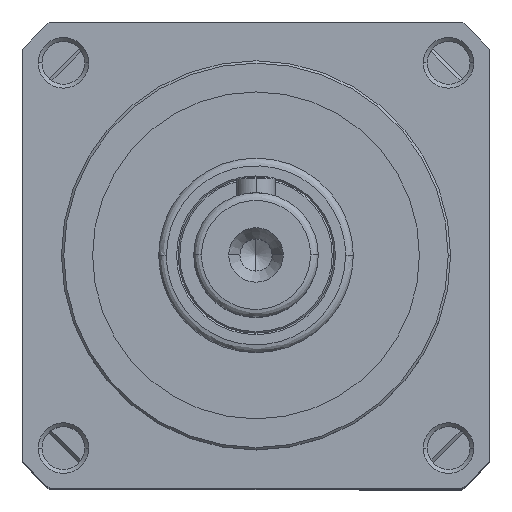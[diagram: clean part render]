
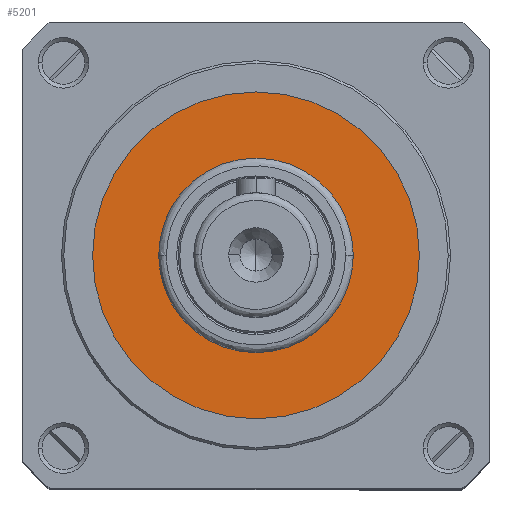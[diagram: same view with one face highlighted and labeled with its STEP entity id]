
A CAD part, top view. The second image highlights one B-rep face of the part: STEP entity #5201.
In plain terms, the highlighted planar face has unit normal (0, 0, 1).
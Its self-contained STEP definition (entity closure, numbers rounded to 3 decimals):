
#395 = ORIENTED_EDGE ( 'NONE', *, *, #15958, .T. ) ;
#493 = DIRECTION ( 'NONE',  ( -1., 0., 0. ) ) ;
#657 = DIRECTION ( 'NONE',  ( 0., 0., 1. ) ) ;
#977 = AXIS2_PLACEMENT_3D ( 'NONE', #19381, #9945, #493 ) ;
#2025 = CARTESIAN_POINT ( 'NONE',  ( 0., 0., 85.49 ) ) ;
#2179 = PLANE ( 'NONE',  #16508 ) ;
#2321 = ORIENTED_EDGE ( 'NONE', *, *, #8034, .T. ) ;
#3591 = DIRECTION ( 'NONE',  ( -1., 0., 0. ) ) ;
#4100 = CIRCLE ( 'NONE', #977, 21. ) ;
#4493 = CIRCLE ( 'NONE', #15010, 12.5 ) ;
#4820 = ORIENTED_EDGE ( 'NONE', *, *, #20295, .T. ) ;
#5201 = ADVANCED_FACE ( 'NONE', ( #7607, #11774 ), #2179, .T. ) ;
#6625 = CARTESIAN_POINT ( 'NONE',  ( 21., 0., 85.49 ) ) ;
#6712 = CARTESIAN_POINT ( 'NONE',  ( -12.5, 0., 85.49 ) ) ;
#7236 = DIRECTION ( 'NONE',  ( 0., 0., -1. ) ) ;
#7607 = FACE_OUTER_BOUND ( 'NONE', #19856, .T. ) ;
#8034 = EDGE_CURVE ( 'NONE', #10950, #13223, #4100, .T. ) ;
#8406 = CARTESIAN_POINT ( 'NONE',  ( 0., 0., 85.49 ) ) ;
#9339 = CARTESIAN_POINT ( 'NONE',  ( 12.5, 0., 85.49 ) ) ;
#9811 = VERTEX_POINT ( 'NONE', #6712 ) ;
#9945 = DIRECTION ( 'NONE',  ( 0., 0., 1. ) ) ;
#9964 = DIRECTION ( 'NONE',  ( -1., 0., 0. ) ) ;
#10121 = CARTESIAN_POINT ( 'NONE',  ( 0., 0., 85.49 ) ) ;
#10278 = ORIENTED_EDGE ( 'NONE', *, *, #18205, .T. ) ;
#10891 = AXIS2_PLACEMENT_3D ( 'NONE', #8406, #19405, #9964 ) ;
#10950 = VERTEX_POINT ( 'NONE', #20357 ) ;
#11693 = DIRECTION ( 'NONE',  ( 1., 0., 0. ) ) ;
#11774 = FACE_BOUND ( 'NONE', #16392, .T. ) ;
#13047 = DIRECTION ( 'NONE',  ( 0., 0., -1. ) ) ;
#13223 = VERTEX_POINT ( 'NONE', #6625 ) ;
#15010 = AXIS2_PLACEMENT_3D ( 'NONE', #16648, #7236, #18238 ) ;
#15655 = CIRCLE ( 'NONE', #10891, 21. ) ;
#15958 = EDGE_CURVE ( 'NONE', #13223, #10950, #15655, .T. ) ;
#16392 = EDGE_LOOP ( 'NONE', ( #10278, #4820 ) ) ;
#16508 = AXIS2_PLACEMENT_3D ( 'NONE', #10121, #657, #11693 ) ;
#16648 = CARTESIAN_POINT ( 'NONE',  ( 0., 0., 85.49 ) ) ;
#18205 = EDGE_CURVE ( 'NONE', #9811, #18939, #4493, .T. ) ;
#18238 = DIRECTION ( 'NONE',  ( -1., 0., 0. ) ) ;
#18339 = CIRCLE ( 'NONE', #19672, 12.5 ) ;
#18939 = VERTEX_POINT ( 'NONE', #9339 ) ;
#19381 = CARTESIAN_POINT ( 'NONE',  ( 0., 0., 85.49 ) ) ;
#19405 = DIRECTION ( 'NONE',  ( 0., 0., 1. ) ) ;
#19672 = AXIS2_PLACEMENT_3D ( 'NONE', #2025, #13047, #3591 ) ;
#19856 = EDGE_LOOP ( 'NONE', ( #2321, #395 ) ) ;
#20295 = EDGE_CURVE ( 'NONE', #18939, #9811, #18339, .T. ) ;
#20357 = CARTESIAN_POINT ( 'NONE',  ( -21., 0., 85.49 ) ) ;
